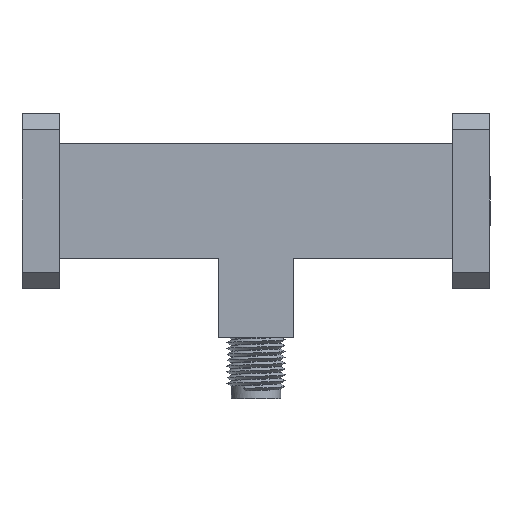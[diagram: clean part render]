
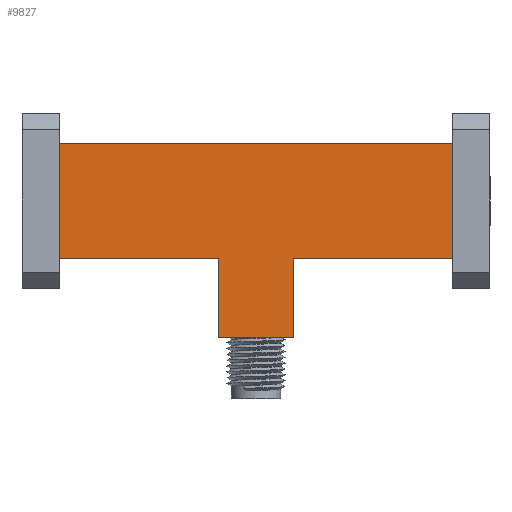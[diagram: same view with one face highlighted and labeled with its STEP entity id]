
A CAD part, front view. The second image highlights one B-rep face of the part: STEP entity #9827.
In plain terms, the highlighted planar face has unit normal (0, -1, 0).
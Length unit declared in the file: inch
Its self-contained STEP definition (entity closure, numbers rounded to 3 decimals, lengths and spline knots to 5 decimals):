
#19 = ORIENTED_EDGE ( 'NONE', *, *, #2054, .F. ) ;
#200 = VERTEX_POINT ( 'NONE', #7290 ) ;
#229 = LINE ( 'NONE', #11772, #12341 ) ;
#475 = AXIS2_PLACEMENT_3D ( 'NONE', #6466, #2405, #9338 ) ;
#660 = PLANE ( 'NONE',  #475 ) ;
#881 = CARTESIAN_POINT ( 'NONE',  ( 0.14564, 0.04737, -0.12253 ) ) ;
#1542 = LINE ( 'NONE', #6671, #2911 ) ;
#1551 = DIRECTION ( 'NONE',  ( -1., 0., 0. ) ) ;
#1559 = CARTESIAN_POINT ( 'NONE',  ( 0.14564, 0.04737, -0.25353 ) ) ;
#1629 = ORIENTED_EDGE ( 'NONE', *, *, #11217, .T. ) ;
#1692 = LINE ( 'NONE', #9102, #11876 ) ;
#2015 = CARTESIAN_POINT ( 'NONE',  ( -0.17436, 0.04737, -0.25353 ) ) ;
#2054 = EDGE_CURVE ( 'NONE', #12182, #5423, #5748, .T. ) ;
#2405 = DIRECTION ( 'NONE',  ( 0., 1., 0. ) ) ;
#2815 = DIRECTION ( 'NONE',  ( -1., 0., 0. ) ) ;
#2911 = VECTOR ( 'NONE', #4601, 39.37008 ) ;
#3172 = CARTESIAN_POINT ( 'NONE',  ( 0.82564, 0.04737, -0.12253 ) ) ;
#3421 = ORIENTED_EDGE ( 'NONE', *, *, #4851, .F. ) ;
#4183 = VECTOR ( 'NONE', #2815, 39.37008 ) ;
#4300 = EDGE_LOOP ( 'NONE', ( #10181, #7138, #6154, #7770, #11666, #3421, #1629, #19 ) ) ;
#4551 = CARTESIAN_POINT ( 'NONE',  ( 0.14564, 0.04737, -0.46353 ) ) ;
#4601 = DIRECTION ( 'NONE',  ( 0., 0., -1. ) ) ;
#4851 = EDGE_CURVE ( 'NONE', #8410, #8809, #1692, .T. ) ;
#5423 = VERTEX_POINT ( 'NONE', #10832 ) ;
#5568 = CARTESIAN_POINT ( 'NONE',  ( 0.82564, 0.04737, 0.36547 ) ) ;
#5676 = CARTESIAN_POINT ( 'NONE',  ( -0.85436, 0.04737, -0.12253 ) ) ;
#5748 = LINE ( 'NONE', #5676, #4183 ) ;
#5749 = VECTOR ( 'NONE', #7791, 39.37008 ) ;
#5803 = VERTEX_POINT ( 'NONE', #3172 ) ;
#5911 = VECTOR ( 'NONE', #11756, 39.37008 ) ;
#5938 = EDGE_CURVE ( 'NONE', #5803, #12634, #11831, .T. ) ;
#6154 = ORIENTED_EDGE ( 'NONE', *, *, #11039, .F. ) ;
#6203 = CARTESIAN_POINT ( 'NONE',  ( -0.17436, 0.04737, -0.12253 ) ) ;
#6466 = CARTESIAN_POINT ( 'NONE',  ( -0.85436, 0.04737, 0.49647 ) ) ;
#6671 = CARTESIAN_POINT ( 'NONE',  ( 0.82564, 0.04737, 0.49647 ) ) ;
#7138 = ORIENTED_EDGE ( 'NONE', *, *, #7578, .F. ) ;
#7290 = CARTESIAN_POINT ( 'NONE',  ( -0.17436, 0.04737, -0.46353 ) ) ;
#7291 = CARTESIAN_POINT ( 'NONE',  ( 0.14564, 0.04737, -0.12253 ) ) ;
#7312 = LINE ( 'NONE', #9731, #5749 ) ;
#7578 = EDGE_CURVE ( 'NONE', #12340, #200, #7312, .T. ) ;
#7698 = EDGE_CURVE ( 'NONE', #200, #12182, #8568, .T. ) ;
#7770 = ORIENTED_EDGE ( 'NONE', *, *, #5938, .F. ) ;
#7791 = DIRECTION ( 'NONE',  ( -1., 0., 0. ) ) ;
#8410 = VERTEX_POINT ( 'NONE', #8449 ) ;
#8449 = CARTESIAN_POINT ( 'NONE',  ( -0.85436, 0.04737, 0.36547 ) ) ;
#8568 = LINE ( 'NONE', #2015, #5911 ) ;
#8809 = VERTEX_POINT ( 'NONE', #5568 ) ;
#9102 = CARTESIAN_POINT ( 'NONE',  ( -0.85436, 0.04737, 0.36547 ) ) ;
#9338 = DIRECTION ( 'NONE',  ( -1., 0., 0. ) ) ;
#9595 = DIRECTION ( 'NONE',  ( 0., 0., -1. ) ) ;
#9731 = CARTESIAN_POINT ( 'NONE',  ( -0.17436, 0.04737, -0.46353 ) ) ;
#9827 = ADVANCED_FACE ( 'NONE', ( #10508 ), #660, .F. ) ;
#9847 = DIRECTION ( 'NONE',  ( 0., 0., -1. ) ) ;
#10086 = DIRECTION ( 'NONE',  ( 1., 0., 0. ) ) ;
#10181 = ORIENTED_EDGE ( 'NONE', *, *, #7698, .F. ) ;
#10305 = VECTOR ( 'NONE', #1551, 39.37008 ) ;
#10508 = FACE_OUTER_BOUND ( 'NONE', #4300, .T. ) ;
#10776 = VECTOR ( 'NONE', #9595, 39.37008 ) ;
#10832 = CARTESIAN_POINT ( 'NONE',  ( -0.85436, 0.04737, -0.12253 ) ) ;
#11039 = EDGE_CURVE ( 'NONE', #12634, #12340, #11091, .T. ) ;
#11091 = LINE ( 'NONE', #1559, #10776 ) ;
#11217 = EDGE_CURVE ( 'NONE', #8410, #5423, #229, .T. ) ;
#11666 = ORIENTED_EDGE ( 'NONE', *, *, #12538, .F. ) ;
#11756 = DIRECTION ( 'NONE',  ( 0., 0., 1. ) ) ;
#11772 = CARTESIAN_POINT ( 'NONE',  ( -0.85436, 0.04737, 0.49647 ) ) ;
#11831 = LINE ( 'NONE', #881, #10305 ) ;
#11876 = VECTOR ( 'NONE', #10086, 39.37008 ) ;
#12182 = VERTEX_POINT ( 'NONE', #6203 ) ;
#12340 = VERTEX_POINT ( 'NONE', #4551 ) ;
#12341 = VECTOR ( 'NONE', #9847, 39.37008 ) ;
#12538 = EDGE_CURVE ( 'NONE', #8809, #5803, #1542, .T. ) ;
#12634 = VERTEX_POINT ( 'NONE', #7291 ) ;
